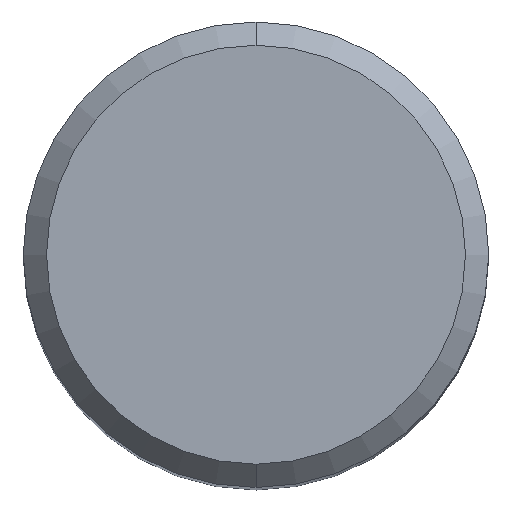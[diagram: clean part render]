
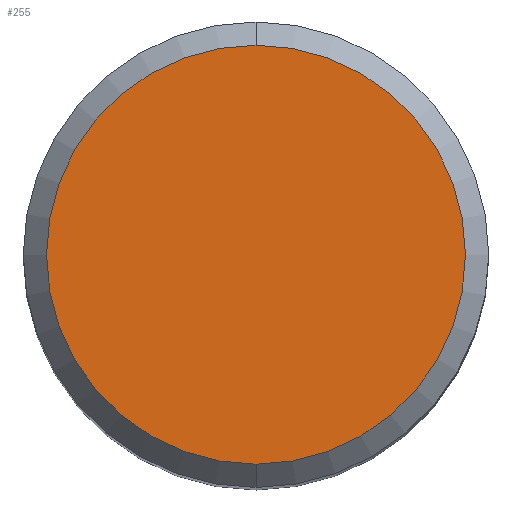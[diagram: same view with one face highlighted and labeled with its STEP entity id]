
A CAD part, top view. The second image highlights one B-rep face of the part: STEP entity #255.
In plain terms, the highlighted planar face has unit normal (0, 0, 1).
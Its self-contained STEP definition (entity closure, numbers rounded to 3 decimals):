
#197=VERTEX_POINT('',#412);
#201=EDGE_CURVE('',#197,#293,#416,.T.);
#239=EDGE_CURVE('',#293,#197,#460,.T.);
#255=ADVANCED_FACE('',(#477),#478,.T.);
#293=VERTEX_POINT('',#519);
#412=CARTESIAN_POINT('',(0.,-7.2,0.0));
#416=CIRCLE('',#660,7.2);
#460=CIRCLE('',#717,7.2);
#477=FACE_OUTER_BOUND('',#738,.T.);
#478=PLANE('',#739);
#519=CARTESIAN_POINT('',(0.0,7.2,0.0));
#660=AXIS2_PLACEMENT_3D('',#944,#945,#946);
#717=AXIS2_PLACEMENT_3D('',#1010,#1011,#1012);
#738=EDGE_LOOP('',(#1024,#1025));
#739=AXIS2_PLACEMENT_3D('',#1026,#1027,#1028);
#944=CARTESIAN_POINT('',(0.0,0.0,0.0));
#945=DIRECTION('',(0.0,0.0,-1.0));
#946=DIRECTION('',(0.0,1.0,0.0));
#1010=CARTESIAN_POINT('',(0.0,0.0,0.0));
#1011=DIRECTION('',(0.0,0.0,-1.0));
#1012=DIRECTION('',(0.0,1.0,0.0));
#1024=ORIENTED_EDGE('',*,*,#239,.F.);
#1025=ORIENTED_EDGE('',*,*,#201,.F.);
#1026=CARTESIAN_POINT('',(0.0,3.6,0.0));
#1027=DIRECTION('',(-0.0,0.0,1.0));
#1028=DIRECTION('',(0.0,-1.0,0.0));
